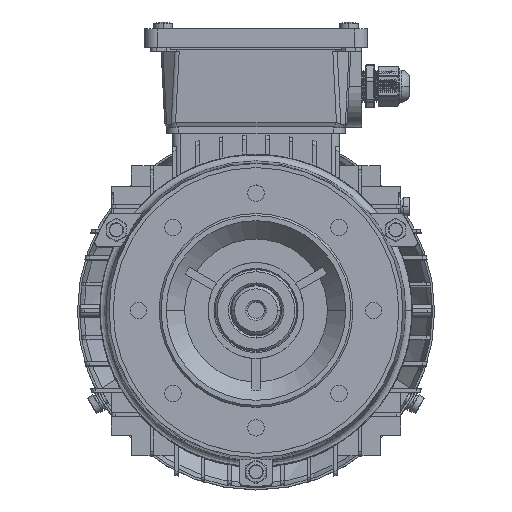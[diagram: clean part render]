
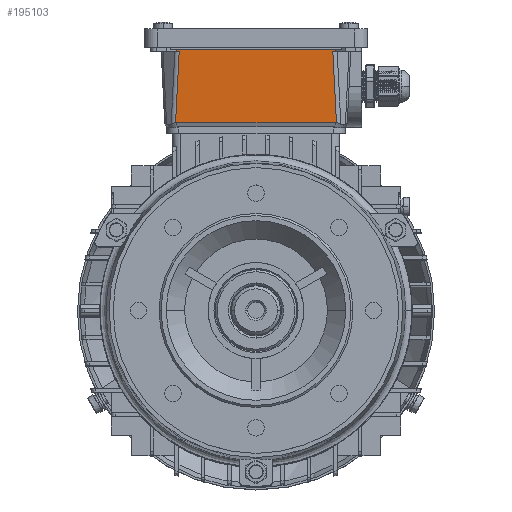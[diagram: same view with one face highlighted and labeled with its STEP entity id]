
A CAD part, top view. The second image highlights one B-rep face of the part: STEP entity #195103.
In plain terms, the highlighted planar face has unit normal (0, -0.05, 0.999).
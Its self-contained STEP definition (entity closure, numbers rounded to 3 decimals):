
#6330 = VERTEX_POINT ( 'NONE', #48572 ) ;
#19586 = CARTESIAN_POINT ( 'NONE',  ( -14.667, 112.911, 126.892 ) ) ;
#23157 = CARTESIAN_POINT ( 'NONE',  ( -40.558, 112.911, 126.892 ) ) ;
#25894 = CARTESIAN_POINT ( 'NONE',  ( -44.388, 215.172, 132.005 ) ) ;
#33763 = CARTESIAN_POINT ( 'NONE',  ( -41.074, 148.888, 128.691 ) ) ;
#38104 = VERTEX_POINT ( 'NONE', #297905 ) ;
#38363 = VERTEX_POINT ( 'NONE', #242173 ) ;
#44411 = VECTOR ( 'NONE', #178271, 1000. ) ;
#47779 =( BOUNDED_CURVE ( )  B_SPLINE_CURVE ( 3, ( #169261, #113484, #248244, #85628 ),
 .UNSPECIFIED., .F., .T. ) 
 B_SPLINE_CURVE_WITH_KNOTS ( ( 4, 4 ),
 ( 6.103, 6.12 ),
 .UNSPECIFIED. ) 
 CURVE ( )  GEOMETRIC_REPRESENTATION_ITEM ( )  RATIONAL_B_SPLINE_CURVE ( ( 1., 1., 1., 1. ) ) 
 REPRESENTATION_ITEM ( '' )  );
#48572 = CARTESIAN_POINT ( 'NONE',  ( -40.631, 112.911, 126.892 ) ) ;
#50847 = DIRECTION ( 'NONE',  ( 0.05, 0.998, 0.05 ) ) ;
#53888 = DIRECTION ( 'NONE',  ( -0.05, -0.998, -0.05 ) ) ;
#58398 = EDGE_CURVE ( 'NONE', #6330, #214327, #119405, .T. ) ;
#59171 = VECTOR ( 'NONE', #101012, 1000. ) ;
#61532 = LINE ( 'NONE', #225098, #257033 ) ;
#72364 = CARTESIAN_POINT ( 'NONE',  ( -42.271, 147.911, 128.642 ) ) ;
#72982 = DIRECTION ( 'NONE',  ( 0., -0.999, -0.05 ) ) ;
#76794 = CARTESIAN_POINT ( 'NONE',  ( -14.667, 147.911, 128.642 ) ) ;
#85628 = CARTESIAN_POINT ( 'NONE',  ( -119.202, 112.911, 126.892 ) ) ;
#92094 = ORIENTED_EDGE ( 'NONE', *, *, #145930, .F. ) ;
#99875 = EDGE_CURVE ( 'NONE', #122380, #234120, #228089, .T. ) ;
#100881 = PLANE ( 'NONE',  #260777 ) ;
#101012 = DIRECTION ( 'NONE',  ( -1., 0., 0. ) ) ;
#101575 = LINE ( 'NONE', #186544, #172349 ) ;
#113484 = CARTESIAN_POINT ( 'NONE',  ( -119.276, 112.911, 126.892 ) ) ;
#119405 =( BOUNDED_CURVE ( )  B_SPLINE_CURVE ( 3, ( #154620, #289330, #23157, #130135 ),
 .UNSPECIFIED., .F., .T. ) 
 B_SPLINE_CURVE_WITH_KNOTS ( ( 4, 4 ),
 ( 3.305, 3.321 ),
 .UNSPECIFIED. ) 
 CURVE ( )  GEOMETRIC_REPRESENTATION_ITEM ( )  RATIONAL_B_SPLINE_CURVE ( ( 1., 1., 1., 1. ) ) 
 REPRESENTATION_ITEM ( '' )  );
#122380 = VERTEX_POINT ( 'NONE', #151452 ) ;
#123541 = EDGE_CURVE ( 'NONE', #6330, #258672, #258650, .T. ) ;
#125296 = DIRECTION ( 'NONE',  ( 0., 0.05, -0.999 ) ) ;
#130135 = CARTESIAN_POINT ( 'NONE',  ( -40.521, 112.913, 126.893 ) ) ;
#131771 = LINE ( 'NONE', #180557, #44411 ) ;
#145930 = EDGE_CURVE ( 'NONE', #38104, #332750, #213315, .T. ) ;
#147471 = CARTESIAN_POINT ( 'NONE',  ( -45.631, 215.11, 132.002 ) ) ;
#151452 = CARTESIAN_POINT ( 'NONE',  ( -41.025, 147.911, 128.642 ) ) ;
#153998 = EDGE_CURVE ( 'NONE', #201615, #258672, #47779, .T. ) ;
#154620 = CARTESIAN_POINT ( 'NONE',  ( -40.631, 112.911, 126.892 ) ) ;
#169072 = EDGE_CURVE ( 'NONE', #38104, #38363, #208913, .T. ) ;
#169261 = CARTESIAN_POINT ( 'NONE',  ( -119.313, 112.913, 126.893 ) ) ;
#172349 = VECTOR ( 'NONE', #53888, 1000. ) ;
#175073 = VECTOR ( 'NONE', #333482, 1000. ) ;
#178271 = DIRECTION ( 'NONE',  ( 1., 0., 0. ) ) ;
#180083 = VECTOR ( 'NONE', #50847, 1000. ) ;
#180557 = CARTESIAN_POINT ( 'NONE',  ( -14.667, 147.911, 128.642 ) ) ;
#186544 = CARTESIAN_POINT ( 'NONE',  ( -119.302, 113.128, 126.903 ) ) ;
#195103 = ADVANCED_FACE ( 'NONE', ( #238018 ), #100881, .F. ) ;
#201615 = VERTEX_POINT ( 'NONE', #264734 ) ;
#204250 = EDGE_LOOP ( 'NONE', ( #92094, #225330, #288101, #310431, #206012, #257771, #294173, #222173, #247144, #206665 ) ) ;
#206012 = ORIENTED_EDGE ( 'NONE', *, *, #123541, .F. ) ;
#206665 = ORIENTED_EDGE ( 'NONE', *, *, #256150, .T. ) ;
#208913 = LINE ( 'NONE', #76794, #329629 ) ;
#211297 = CARTESIAN_POINT ( 'NONE',  ( -115.121, 221.665, 132.33 ) ) ;
#213315 = LINE ( 'NONE', #211297, #180083 ) ;
#214327 = VERTEX_POINT ( 'NONE', #333319 ) ;
#222173 = ORIENTED_EDGE ( 'NONE', *, *, #223630, .T. ) ;
#223630 = EDGE_CURVE ( 'NONE', #261862, #122380, #131771, .T. ) ;
#225098 = CARTESIAN_POINT ( 'NONE',  ( -14.667, 148.888, 128.691 ) ) ;
#225330 = ORIENTED_EDGE ( 'NONE', *, *, #169072, .T. ) ;
#228089 = LINE ( 'NONE', #25894, #249105 ) ;
#234120 = VERTEX_POINT ( 'NONE', #33763 ) ;
#237526 = DIRECTION ( 'NONE',  ( -0.05, 0.998, 0.05 ) ) ;
#238018 = FACE_OUTER_BOUND ( 'NONE', #204250, .T. ) ;
#239569 = EDGE_CURVE ( 'NONE', #214327, #261862, #245687, .T. ) ;
#242173 = CARTESIAN_POINT ( 'NONE',  ( -117.563, 147.911, 128.642 ) ) ;
#243801 = EDGE_CURVE ( 'NONE', #38363, #201615, #101575, .T. ) ;
#245687 = LINE ( 'NONE', #147471, #175073 ) ;
#247144 = ORIENTED_EDGE ( 'NONE', *, *, #99875, .T. ) ;
#248244 = CARTESIAN_POINT ( 'NONE',  ( -119.239, 112.911, 126.892 ) ) ;
#249105 = VECTOR ( 'NONE', #237526, 1000. ) ;
#256150 = EDGE_CURVE ( 'NONE', #234120, #332750, #61532, .T. ) ;
#257033 = VECTOR ( 'NONE', #330881, 1000. ) ;
#257771 = ORIENTED_EDGE ( 'NONE', *, *, #58398, .T. ) ;
#258650 = LINE ( 'NONE', #19586, #59171 ) ;
#258672 = VERTEX_POINT ( 'NONE', #301961 ) ;
#260777 = AXIS2_PLACEMENT_3D ( 'NONE', #286769, #125296, #72982 ) ;
#261568 = DIRECTION ( 'NONE',  ( 1., 0., 0. ) ) ;
#261862 = VERTEX_POINT ( 'NONE', #72364 ) ;
#264734 = CARTESIAN_POINT ( 'NONE',  ( -119.313, 112.913, 126.893 ) ) ;
#286769 = CARTESIAN_POINT ( 'NONE',  ( -14.667, 216.655, 132.08 ) ) ;
#288101 = ORIENTED_EDGE ( 'NONE', *, *, #243801, .T. ) ;
#289330 = CARTESIAN_POINT ( 'NONE',  ( -40.595, 112.911, 126.892 ) ) ;
#294173 = ORIENTED_EDGE ( 'NONE', *, *, #239569, .T. ) ;
#297905 = CARTESIAN_POINT ( 'NONE',  ( -118.809, 147.911, 128.642 ) ) ;
#301961 = CARTESIAN_POINT ( 'NONE',  ( -119.202, 112.911, 126.892 ) ) ;
#310431 = ORIENTED_EDGE ( 'NONE', *, *, #153998, .T. ) ;
#329629 = VECTOR ( 'NONE', #261568, 1000. ) ;
#330881 = DIRECTION ( 'NONE',  ( -1., 0., 0. ) ) ;
#332750 = VERTEX_POINT ( 'NONE', #337246 ) ;
#333319 = CARTESIAN_POINT ( 'NONE',  ( -40.521, 112.913, 126.893 ) ) ;
#333482 = DIRECTION ( 'NONE',  ( -0.05, 0.998, 0.05 ) ) ;
#337246 = CARTESIAN_POINT ( 'NONE',  ( -118.76, 148.888, 128.691 ) ) ;
